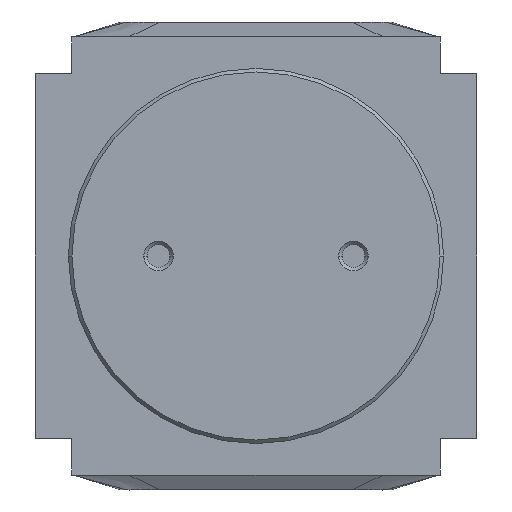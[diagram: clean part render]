
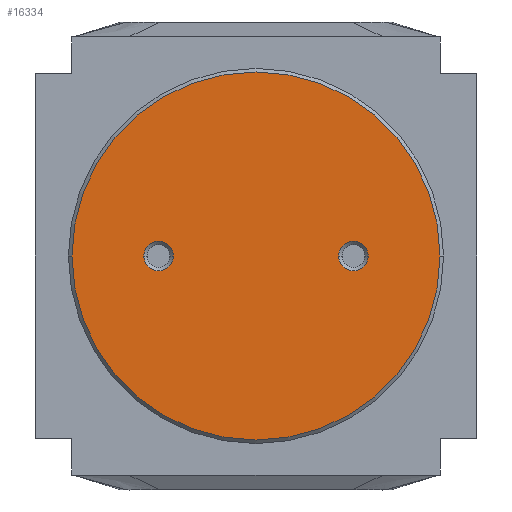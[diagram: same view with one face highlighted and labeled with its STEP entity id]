
A CAD part, front view. The second image highlights one B-rep face of the part: STEP entity #16334.
In plain terms, the highlighted planar face has unit normal (0, -1, 0).
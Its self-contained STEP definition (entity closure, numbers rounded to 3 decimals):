
#6397=CARTESIAN_POINT('',(0.,-40.,0.));
#6398=DIRECTION('',(0.,-1.,0.));
#6399=DIRECTION('',(1.,0.,0.));
#6400=AXIS2_PLACEMENT_3D('',#6397,#6398,#6399);
#6402=CARTESIAN_POINT('',(0.,-40.,0.));
#6403=DIRECTION('',(0.,-1.,0.));
#6404=DIRECTION('',(-1.,0.,0.));
#6405=AXIS2_PLACEMENT_3D('',#6402,#6403,#6404);
#6407=CARTESIAN_POINT('',(13.9,-40.,0.));
#6408=DIRECTION('',(0.,1.,0.));
#6409=DIRECTION('',(1.,0.,0.));
#6410=AXIS2_PLACEMENT_3D('',#6407,#6408,#6409);
#6412=CARTESIAN_POINT('',(13.9,-40.,0.));
#6413=DIRECTION('',(0.,1.,0.));
#6414=DIRECTION('',(-1.,0.,0.));
#6415=AXIS2_PLACEMENT_3D('',#6412,#6413,#6414);
#6417=CARTESIAN_POINT('',(-13.9,-40.,0.));
#6418=DIRECTION('',(0.,1.,0.));
#6419=DIRECTION('',(1.,0.,0.));
#6420=AXIS2_PLACEMENT_3D('',#6417,#6418,#6419);
#6422=CARTESIAN_POINT('',(-13.9,-40.,0.));
#6423=DIRECTION('',(0.,1.,0.));
#6424=DIRECTION('',(-1.,0.,0.));
#6425=AXIS2_PLACEMENT_3D('',#6422,#6423,#6424);
#8039=CARTESIAN_POINT('',(16.,-40.,0.));
#8041=VERTEX_POINT('',#8039);
#8043=CARTESIAN_POINT('',(11.8,-40.,0.));
#8045=VERTEX_POINT('',#8043);
#8051=CARTESIAN_POINT('',(-11.8,-40.,0.));
#8053=VERTEX_POINT('',#8051);
#8055=CARTESIAN_POINT('',(-16.,-40.,0.));
#8057=VERTEX_POINT('',#8055);
#8078=CARTESIAN_POINT('',(26.25,-40.,0.));
#8079=VERTEX_POINT('',#8078);
#8080=CARTESIAN_POINT('',(-26.25,-40.,0.));
#8081=VERTEX_POINT('',#8080);
#16312=CARTESIAN_POINT('',(0.,-40.,0.));
#16313=DIRECTION('',(0.,-1.,0.));
#16314=DIRECTION('',(0.,0.,-1.));
#16315=AXIS2_PLACEMENT_3D('',#16312,#16313,#16314);
#16316=PLANE('',#16315);
#16318=ORIENTED_EDGE('',*,*,#16317,.F.);
#16319=ORIENTED_EDGE('',*,*,#16302,.F.);
#16320=EDGE_LOOP('',(#16318,#16319));
#16321=FACE_OUTER_BOUND('',#16320,.F.);
#16323=ORIENTED_EDGE('',*,*,#16322,.F.);
#16325=ORIENTED_EDGE('',*,*,#16324,.F.);
#16326=EDGE_LOOP('',(#16323,#16325));
#16327=FACE_BOUND('',#16326,.F.);
#16329=ORIENTED_EDGE('',*,*,#16328,.F.);
#16331=ORIENTED_EDGE('',*,*,#16330,.F.);
#16332=EDGE_LOOP('',(#16329,#16331));
#16333=FACE_BOUND('',#16332,.F.);
#16334=ADVANCED_FACE('',(#16321,#16327,#16333),#16316,.T.);
#6401=CIRCLE('',#6400,26.25);
#6406=CIRCLE('',#6405,26.25);
#6411=CIRCLE('',#6410,2.1);
#6416=CIRCLE('',#6415,2.1);
#6421=CIRCLE('',#6420,2.1);
#6426=CIRCLE('',#6425,2.1);
#16302=EDGE_CURVE('',#8081,#8079,#6406,.T.);
#16317=EDGE_CURVE('',#8079,#8081,#6401,.T.);
#16322=EDGE_CURVE('',#8041,#8045,#6411,.T.);
#16324=EDGE_CURVE('',#8045,#8041,#6416,.T.);
#16328=EDGE_CURVE('',#8053,#8057,#6421,.T.);
#16330=EDGE_CURVE('',#8057,#8053,#6426,.T.);
